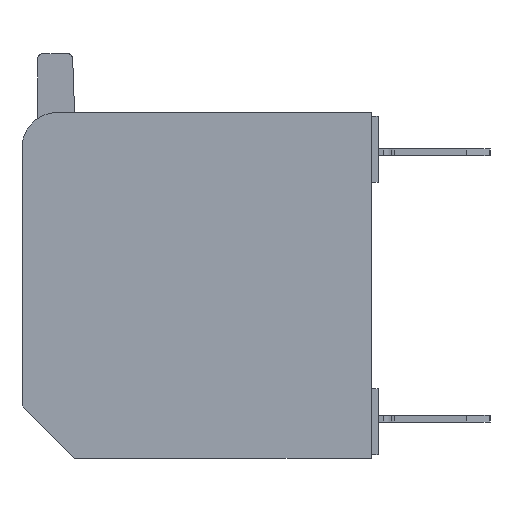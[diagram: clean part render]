
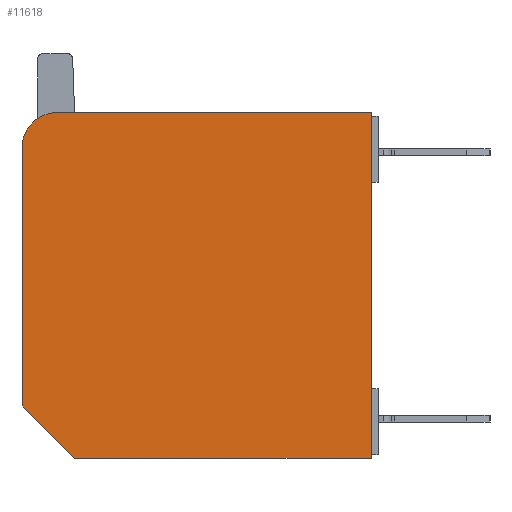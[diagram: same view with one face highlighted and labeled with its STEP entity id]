
A CAD part, left-side view. The second image highlights one B-rep face of the part: STEP entity #11618.
In plain terms, the highlighted planar face has unit normal (-1, 0, 0).
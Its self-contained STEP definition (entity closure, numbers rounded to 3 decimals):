
#22 = ORIENTED_EDGE ( 'NONE', *, *, #7991, .T. ) ;
#547 = LINE ( 'NONE', #962, #6344 ) ;
#962 = CARTESIAN_POINT ( 'NONE',  ( -3.32, 10., -3.45 ) ) ;
#1061 = DIRECTION ( 'NONE',  ( 0., 0., -1. ) ) ;
#1388 = CARTESIAN_POINT ( 'NONE',  ( -3.32, 10., 4.95 ) ) ;
#1405 = AXIS2_PLACEMENT_3D ( 'NONE', #2246, #10367, #3399 ) ;
#1585 = LINE ( 'NONE', #13955, #13255 ) ;
#2129 = DIRECTION ( 'NONE',  ( 0., -0.707, -0.707 ) ) ;
#2246 = CARTESIAN_POINT ( 'NONE',  ( -3.32, 9., 3.95 ) ) ;
#2587 = VERTEX_POINT ( 'NONE', #3753 ) ;
#2615 = VERTEX_POINT ( 'NONE', #13125 ) ;
#2718 = EDGE_CURVE ( 'NONE', #4202, #12931, #4416, .T. ) ;
#2765 = ORIENTED_EDGE ( 'NONE', *, *, #2718, .F. ) ;
#3399 = DIRECTION ( 'NONE',  ( 0., 0., -1. ) ) ;
#3597 = CARTESIAN_POINT ( 'NONE',  ( -3.32, 8.5, -4.95 ) ) ;
#3753 = CARTESIAN_POINT ( 'NONE',  ( -3.32, 0., -4.95 ) ) ;
#4186 = VECTOR ( 'NONE', #8078, 1000. ) ;
#4202 = VERTEX_POINT ( 'NONE', #4812 ) ;
#4416 = LINE ( 'NONE', #14534, #10240 ) ;
#4727 = AXIS2_PLACEMENT_3D ( 'NONE', #15047, #8013, #1061 ) ;
#4812 = CARTESIAN_POINT ( 'NONE',  ( -3.32, 10., -3.45 ) ) ;
#5018 = VECTOR ( 'NONE', #9515, 1000. ) ;
#5248 = VERTEX_POINT ( 'NONE', #3597 ) ;
#5712 = CARTESIAN_POINT ( 'NONE',  ( -3.32, 0., 4.95 ) ) ;
#5854 = DIRECTION ( 'NONE',  ( 0., 0., 1. ) ) ;
#6170 = VERTEX_POINT ( 'NONE', #5712 ) ;
#6324 = DIRECTION ( 'NONE',  ( 0., 0., 1. ) ) ;
#6344 = VECTOR ( 'NONE', #2129, 1000. ) ;
#7297 = EDGE_CURVE ( 'NONE', #5248, #2587, #10734, .T. ) ;
#7597 = EDGE_CURVE ( 'NONE', #4202, #5248, #547, .T. ) ;
#7991 = EDGE_CURVE ( 'NONE', #2615, #12931, #11986, .T. ) ;
#8013 = DIRECTION ( 'NONE',  ( 1., 0., 0. ) ) ;
#8023 = CARTESIAN_POINT ( 'NONE',  ( -3.32, 10., -4.95 ) ) ;
#8078 = DIRECTION ( 'NONE',  ( 0., -1., 0. ) ) ;
#8555 = FACE_OUTER_BOUND ( 'NONE', #10080, .T. ) ;
#9515 = DIRECTION ( 'NONE',  ( 0., -1., 0. ) ) ;
#9660 = ORIENTED_EDGE ( 'NONE', *, *, #10374, .F. ) ;
#9821 = EDGE_CURVE ( 'NONE', #2587, #6170, #1585, .T. ) ;
#10080 = EDGE_LOOP ( 'NONE', ( #11707, #12399, #9660, #22, #2765, #12464 ) ) ;
#10240 = VECTOR ( 'NONE', #6324, 1000. ) ;
#10367 = DIRECTION ( 'NONE',  ( -1., 0., 0. ) ) ;
#10374 = EDGE_CURVE ( 'NONE', #2615, #6170, #11221, .T. ) ;
#10520 = CARTESIAN_POINT ( 'NONE',  ( -3.32, 10., 3.95 ) ) ;
#10734 = LINE ( 'NONE', #8023, #4186 ) ;
#11221 = LINE ( 'NONE', #1388, #5018 ) ;
#11618 = ADVANCED_FACE ( 'NONE', ( #8555 ), #12675, .F. ) ;
#11707 = ORIENTED_EDGE ( 'NONE', *, *, #7297, .T. ) ;
#11986 = CIRCLE ( 'NONE', #1405, 1. ) ;
#12399 = ORIENTED_EDGE ( 'NONE', *, *, #9821, .T. ) ;
#12464 = ORIENTED_EDGE ( 'NONE', *, *, #7597, .T. ) ;
#12675 = PLANE ( 'NONE',  #4727 ) ;
#12931 = VERTEX_POINT ( 'NONE', #10520 ) ;
#13125 = CARTESIAN_POINT ( 'NONE',  ( -3.32, 9., 4.95 ) ) ;
#13255 = VECTOR ( 'NONE', #5854, 1000. ) ;
#13955 = CARTESIAN_POINT ( 'NONE',  ( -3.32, 0., -4.95 ) ) ;
#14534 = CARTESIAN_POINT ( 'NONE',  ( -3.32, 10., -4.95 ) ) ;
#15047 = CARTESIAN_POINT ( 'NONE',  ( -3.32, 10., -4.95 ) ) ;
